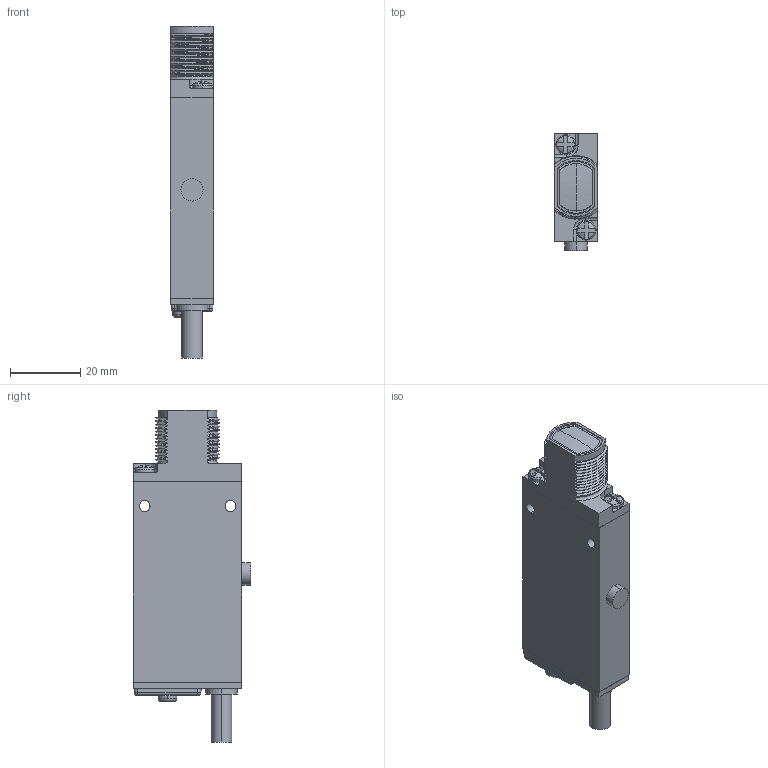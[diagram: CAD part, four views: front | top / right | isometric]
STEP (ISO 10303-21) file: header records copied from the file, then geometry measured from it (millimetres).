
FILE_DESCRIPTION((''),'2;1');
FILE_NAME('155298_SM01_ASM','2025-10-13T10:02:49',('banengservice'),('BANNER ENGINEERING'),'CREO PARAMETRIC BY PTC INC, 2022414','CREO PARAMETRIC BY PTC INC, 2022414','');
FILE_SCHEMA(('CONFIG_CONTROL_DESIGN'));
Products named in the file (3): 155298_EP01; 09460_WEB; 155298_SM01_ASM
Assembly tree (2 placements, depth 2):
  155298_SM01_ASM
    155298_EP01
    09460_WEB
Bounding box: 12.19 x 33.27 x 94.41 mm (x, y, z)
Volume: 28234.8 mm3; surface area: 8967.9 mm2
Topology: 2 solids, 2 shells, 263 faces, 713 edges, 467 vertices
Faces by surface type: bspline 85, cylinder 78, plane 74, torus 10, sphere 10, cone 6
Entity records: 13033 total; most frequent: CARTESIAN_POINT 6893, ORIENTED_EDGE 1422, DIRECTION 1008, EDGE_CURVE 711, VERTEX_POINT 467, AXIS2_PLACEMENT_3D 355, VECTOR 298, LINE 298
